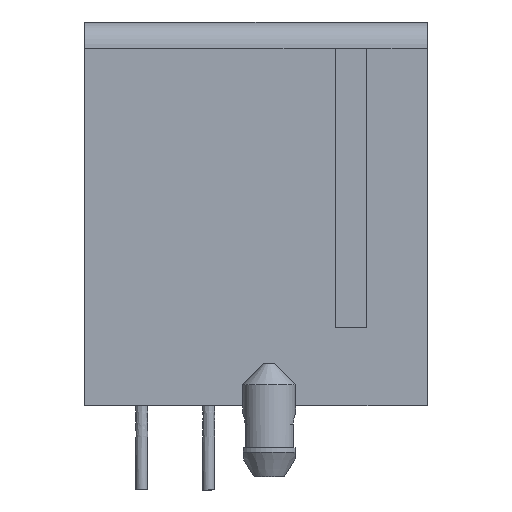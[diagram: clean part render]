
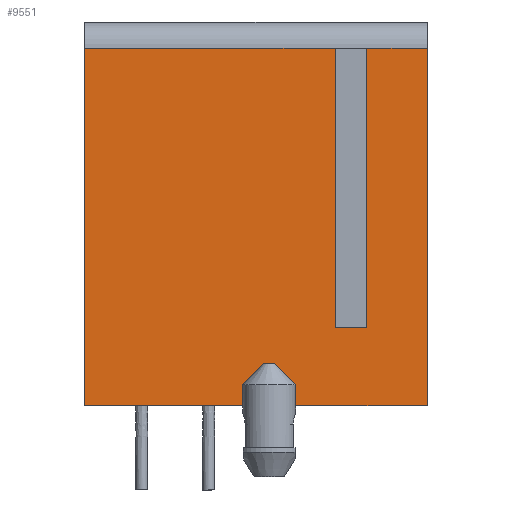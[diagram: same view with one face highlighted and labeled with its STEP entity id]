
A CAD part, left-side view. The second image highlights one B-rep face of the part: STEP entity #9551.
In plain terms, the highlighted planar face has unit normal (-1, 0, 0).
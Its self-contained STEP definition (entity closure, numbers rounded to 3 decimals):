
#188=B_SPLINE_CURVE_WITH_KNOTS('',3,(#12996,#12997,#12998,#12999),
 .UNSPECIFIED.,.F.,.F.,(4,4),(0.,0.001),
 .UNSPECIFIED.);
#189=B_SPLINE_CURVE_WITH_KNOTS('',3,(#13003,#13004,#13005,#13006),
 .UNSPECIFIED.,.F.,.F.,(4,4),(0.,0.001),.UNSPECIFIED.);
#212=ORIENTED_EDGE('',*,*,#3056,.T.);
#213=ORIENTED_EDGE('',*,*,#3057,.F.);
#214=ORIENTED_EDGE('',*,*,#3058,.F.);
#215=ORIENTED_EDGE('',*,*,#3059,.F.);
#216=ORIENTED_EDGE('',*,*,#3060,.T.);
#217=ORIENTED_EDGE('',*,*,#3061,.F.);
#218=ORIENTED_EDGE('',*,*,#3062,.F.);
#219=ORIENTED_EDGE('',*,*,#3063,.F.);
#220=ORIENTED_EDGE('',*,*,#3064,.T.);
#221=ORIENTED_EDGE('',*,*,#3065,.F.);
#222=ORIENTED_EDGE('',*,*,#3066,.T.);
#223=ORIENTED_EDGE('',*,*,#3067,.F.);
#224=ORIENTED_EDGE('',*,*,#3068,.F.);
#225=ORIENTED_EDGE('',*,*,#3069,.T.);
#3056=EDGE_CURVE('',#4478,#4479,#5412,.T.);
#3057=EDGE_CURVE('',#4480,#4479,#5413,.T.);
#3058=EDGE_CURVE('',#4481,#4480,#5414,.T.);
#3059=EDGE_CURVE('',#4482,#4481,#5415,.T.);
#3060=EDGE_CURVE('',#4482,#4483,#5416,.T.);
#3061=EDGE_CURVE('',#4484,#4483,#5417,.T.);
#3062=EDGE_CURVE('',#4485,#4484,#5418,.T.);
#3063=EDGE_CURVE('',#4486,#4485,#5419,.F.);
#3064=EDGE_CURVE('',#4486,#4487,#188,.T.);
#3065=EDGE_CURVE('',#4488,#4487,#5420,.T.);
#3066=EDGE_CURVE('',#4488,#4489,#189,.T.);
#3067=EDGE_CURVE('',#4490,#4489,#5421,.T.);
#3068=EDGE_CURVE('',#4491,#4490,#5422,.T.);
#3069=EDGE_CURVE('',#4491,#4478,#5423,.T.);
#4478=VERTEX_POINT('',#12980);
#4479=VERTEX_POINT('',#12981);
#4480=VERTEX_POINT('',#12983);
#4481=VERTEX_POINT('',#12985);
#4482=VERTEX_POINT('',#12987);
#4483=VERTEX_POINT('',#12989);
#4484=VERTEX_POINT('',#12991);
#4485=VERTEX_POINT('',#12993);
#4486=VERTEX_POINT('',#12995);
#4487=VERTEX_POINT('',#13000);
#4488=VERTEX_POINT('',#13002);
#4489=VERTEX_POINT('',#13007);
#4490=VERTEX_POINT('',#13009);
#4491=VERTEX_POINT('',#13011);
#5412=LINE('',#12979,#6780);
#5413=LINE('',#12982,#6781);
#5414=LINE('',#12984,#6782);
#5415=LINE('',#12986,#6783);
#5416=LINE('',#12988,#6784);
#5417=LINE('',#12990,#6785);
#5418=LINE('',#12992,#6786);
#5419=LINE('',#12994,#6787);
#5420=LINE('',#13001,#6788);
#5421=LINE('',#13008,#6789);
#5422=LINE('',#13010,#6790);
#5423=LINE('',#13012,#6791);
#6780=VECTOR('',#10585,1000.);
#6781=VECTOR('',#10586,1000.);
#6782=VECTOR('',#10587,1000.);
#6783=VECTOR('',#10588,1000.);
#6784=VECTOR('',#10589,1000.);
#6785=VECTOR('',#10590,1000.);
#6786=VECTOR('',#10591,1000.);
#6787=VECTOR('',#10592,1000.);
#6788=VECTOR('',#10593,1000.);
#6789=VECTOR('',#10594,1000.);
#6790=VECTOR('',#10595,1000.);
#6791=VECTOR('',#10596,1000.);
#8148=EDGE_LOOP('',(#212,#213,#214,#215,#216,#217,#218,#219,#220,#221,#222,
#223,#224,#225));
#8630=FACE_BOUND('',#8148,.T.);
#9112=PLANE('',#10068);
#9551=ADVANCED_FACE('',(#8630),#9112,.T.);
#10068=AXIS2_PLACEMENT_3D('',#12978,#10583,#10584);
#10583=DIRECTION('',(-1.,0.,0.));
#10584=DIRECTION('',(0.,0.,1.));
#10585=DIRECTION('',(0.,1.,0.));
#10586=DIRECTION('',(0.,0.,1.));
#10587=DIRECTION('',(0.,-1.,0.));
#10588=DIRECTION('',(0.,0.,-1.));
#10589=DIRECTION('',(0.,1.,0.));
#10590=DIRECTION('',(0.,0.,1.));
#10591=DIRECTION('',(0.,1.,0.));
#10592=DIRECTION('',(0.,0.,1.));
#10593=DIRECTION('',(0.,1.,0.));
#10594=DIRECTION('',(0.,0.,1.));
#10595=DIRECTION('',(0.,1.,0.));
#10596=DIRECTION('',(0.,0.,1.));
#12978=CARTESIAN_POINT('',(-5.825,-6.5,-7.275));
#12979=CARTESIAN_POINT('',(-5.825,-6.5,6.275));
#12980=CARTESIAN_POINT('',(-5.825,-6.5,6.275));
#12981=CARTESIAN_POINT('',(-5.825,-4.2,6.275));
#12982=CARTESIAN_POINT('',(-5.825,-4.2,-4.325));
#12983=CARTESIAN_POINT('',(-5.825,-4.2,-4.325));
#12984=CARTESIAN_POINT('',(-5.825,-3.,-4.325));
#12985=CARTESIAN_POINT('',(-5.825,-3.,-4.325));
#12986=CARTESIAN_POINT('',(-5.825,-3.,6.275));
#12987=CARTESIAN_POINT('',(-5.825,-3.,6.275));
#12988=CARTESIAN_POINT('',(-5.825,-6.5,6.275));
#12989=CARTESIAN_POINT('',(-5.825,6.5,6.275));
#12990=CARTESIAN_POINT('',(-5.825,6.5,-7.275));
#12991=CARTESIAN_POINT('',(-5.825,6.5,-7.275));
#12992=CARTESIAN_POINT('',(-5.825,-6.5,-7.275));
#12993=CARTESIAN_POINT('',(-5.825,0.5,-7.275));
#12994=CARTESIAN_POINT('',(-5.825,0.5,-8.875));
#12995=CARTESIAN_POINT('',(-5.825,0.5,-6.475));
#12996=CARTESIAN_POINT('',(-5.825,0.5,-6.475));
#12997=CARTESIAN_POINT('',(-5.825,0.233,-6.208));
#12998=CARTESIAN_POINT('',(-5.825,-0.034,-5.941));
#12999=CARTESIAN_POINT('',(-5.825,-0.302,-5.675));
#13000=CARTESIAN_POINT('',(-5.825,-0.302,-5.675));
#13001=CARTESIAN_POINT('',(-5.825,-6.5,-5.675));
#13002=CARTESIAN_POINT('',(-5.825,-0.698,-5.675));
#13003=CARTESIAN_POINT('',(-5.825,-0.698,-5.675));
#13004=CARTESIAN_POINT('',(-5.825,-0.966,-5.941));
#13005=CARTESIAN_POINT('',(-5.825,-1.233,-6.208));
#13006=CARTESIAN_POINT('',(-5.825,-1.5,-6.475));
#13007=CARTESIAN_POINT('',(-5.825,-1.5,-6.475));
#13008=CARTESIAN_POINT('',(-5.825,-1.5,-8.875));
#13009=CARTESIAN_POINT('',(-5.825,-1.5,-7.275));
#13010=CARTESIAN_POINT('',(-5.825,-6.5,-7.275));
#13011=CARTESIAN_POINT('',(-5.825,-6.5,-7.275));
#13012=CARTESIAN_POINT('',(-5.825,-6.5,-7.275));
